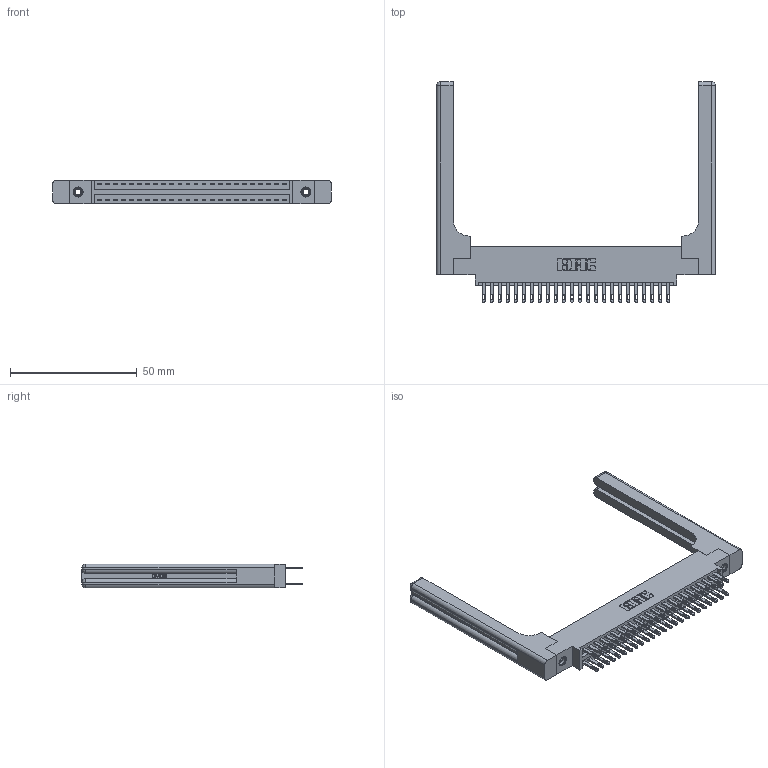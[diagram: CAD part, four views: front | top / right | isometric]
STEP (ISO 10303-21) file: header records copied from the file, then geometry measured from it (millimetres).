
FILE_DESCRIPTION (( 'STEP AP203' ), '1' );
FILE_NAME ('346-048-500-858.STEP', '2022-05-20T20:56:45', ( '' ), ( '' ), 'SwSTEP 2.0', 'SolidWorks 2020', '' );
FILE_SCHEMA (( 'CONFIG_CONTROL_DESIGN' ));
Length unit declared in the file: inch
Products named in the file (5): 345-292-001_345-293-100; 345-250-001_345-250-001-102; 346-220-058_345-220-058; 346 Part_0.170 Offset - 0.156 Dia-TH; 346-048-500-858
Assembly tree (53 placements, depth 2):
  346-048-500-858
    346 Part_0.170 Offset - 0.156 Dia-TH
    345-292-001_345-293-100  x48
    345-250-001_345-250-001-102  x2
    346-220-058_345-220-058  x2
Bounding box: 110.26 x 87.12 x 9.4 mm (x, y, z)
Volume: 18080.3 mm3; surface area: 19957.6 mm2
Topology: 53 solids, 53 shells, 2700 faces, 8099 edges, 5378 vertices
Faces by surface type: plane 1634, cylinder 1006, bspline 36, cone 12, sphere 8, torus 4
Entity records: 23746 total; most frequent: CARTESIAN_POINT 4951, ORIENTED_EDGE 3680, DIRECTION 3348, EDGE_CURVE 1840, VECTOR 1516, LINE 1516, VERTEX_POINT 1218, AXIS2_PLACEMENT_3D 916
